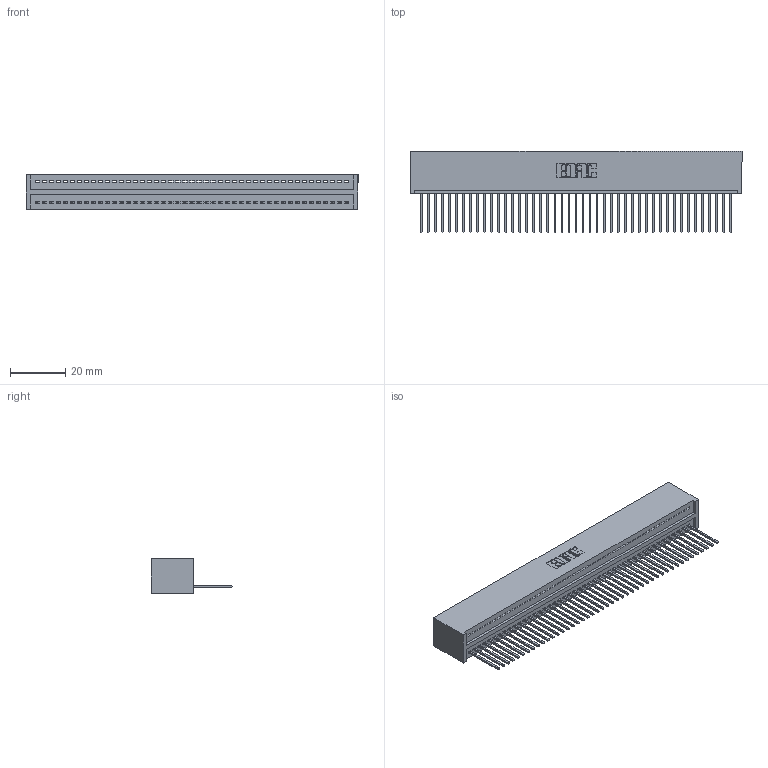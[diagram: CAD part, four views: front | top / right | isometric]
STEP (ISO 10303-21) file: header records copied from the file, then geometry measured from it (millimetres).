
FILE_DESCRIPTION (( 'STEP AP203' ), '1' );
FILE_NAME ('325-045-540-101.STEP', '2020-02-24T22:41:05', ( '' ), ( '' ), 'SwSTEP 2.0', 'SolidWorks 2016', '' );
FILE_SCHEMA (( 'CONFIG_CONTROL_DESIGN' ));
Length unit declared in the file: inch
Products named in the file (3): 325-045-540-101; 325 Part_Lugless; 325-292-001_325-293-140
Assembly tree (46 placements, depth 2):
  325-045-540-101
    325 Part_Lugless
    325-292-001_325-293-140  x45
Bounding box: 119.94 x 29.46 x 12.45 mm (x, y, z)
Volume: 15882.6 mm3; surface area: 18343.8 mm2
Topology: 46 solids, 46 shells, 2716 faces, 8207 edges, 5410 vertices
Faces by surface type: plane 1956, cylinder 760
Entity records: 26863 total; most frequent: CARTESIAN_POINT 4641, ORIENTED_EDGE 4622, DIRECTION 3901, EDGE_CURVE 2311, VECTOR 2191, LINE 2191, VERTEX_POINT 1538, AXIS2_PLACEMENT_3D 855
